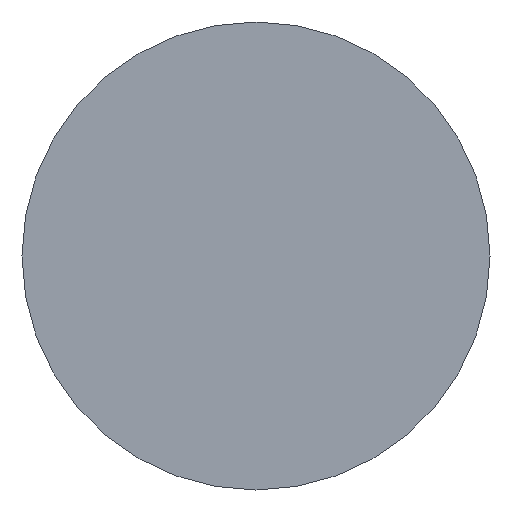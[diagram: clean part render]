
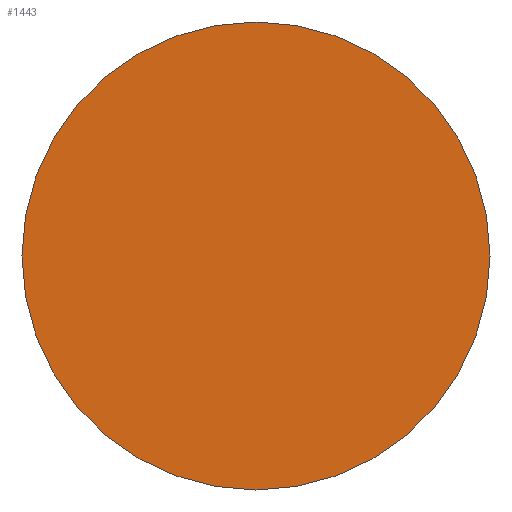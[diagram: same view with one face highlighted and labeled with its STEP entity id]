
A CAD part, left-side view. The second image highlights one B-rep face of the part: STEP entity #1443.
In plain terms, the highlighted planar face has unit normal (-1, 0, 0).
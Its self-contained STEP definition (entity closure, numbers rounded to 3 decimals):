
#114 = CARTESIAN_POINT ( 'NONE',  ( 0., 0., 80. ) ) ;
#348 = EDGE_CURVE ( 'NONE', #1074, #1447, #1505, .T. ) ;
#398 = DIRECTION ( 'NONE',  ( -1., 0., 0. ) ) ;
#426 = AXIS2_PLACEMENT_3D ( 'NONE', #1382, #398, #1536 ) ;
#769 = AXIS2_PLACEMENT_3D ( 'NONE', #1243, #1133, #1821 ) ;
#983 = ORIENTED_EDGE ( 'NONE', *, *, #348, .T. ) ;
#1074 = VERTEX_POINT ( 'NONE', #114 ) ;
#1108 = EDGE_CURVE ( 'NONE', #1447, #1074, #1636, .T. ) ;
#1133 = DIRECTION ( 'NONE',  ( -1., 0., 0. ) ) ;
#1191 = AXIS2_PLACEMENT_3D ( 'NONE', #1513, #1538, #1820 ) ;
#1204 = CARTESIAN_POINT ( 'NONE',  ( 0., 0., -80. ) ) ;
#1218 = PLANE ( 'NONE',  #1191 ) ;
#1243 = CARTESIAN_POINT ( 'NONE',  ( 0., 0., 0. ) ) ;
#1382 = CARTESIAN_POINT ( 'NONE',  ( 0., 0., 0. ) ) ;
#1408 = ORIENTED_EDGE ( 'NONE', *, *, #1108, .T. ) ;
#1443 = ADVANCED_FACE ( 'NONE', ( #1660 ), #1218, .F. ) ;
#1447 = VERTEX_POINT ( 'NONE', #1204 ) ;
#1505 = CIRCLE ( 'NONE', #769, 80. ) ;
#1513 = CARTESIAN_POINT ( 'NONE',  ( 0., 0., 0. ) ) ;
#1523 = EDGE_LOOP ( 'NONE', ( #983, #1408 ) ) ;
#1536 = DIRECTION ( 'NONE',  ( 0., 0., 1. ) ) ;
#1538 = DIRECTION ( 'NONE',  ( 1., 0., 0. ) ) ;
#1636 = CIRCLE ( 'NONE', #426, 80. ) ;
#1660 = FACE_OUTER_BOUND ( 'NONE', #1523, .T. ) ;
#1820 = DIRECTION ( 'NONE',  ( 0., 0., -1. ) ) ;
#1821 = DIRECTION ( 'NONE',  ( 0., 0., 1. ) ) ;
